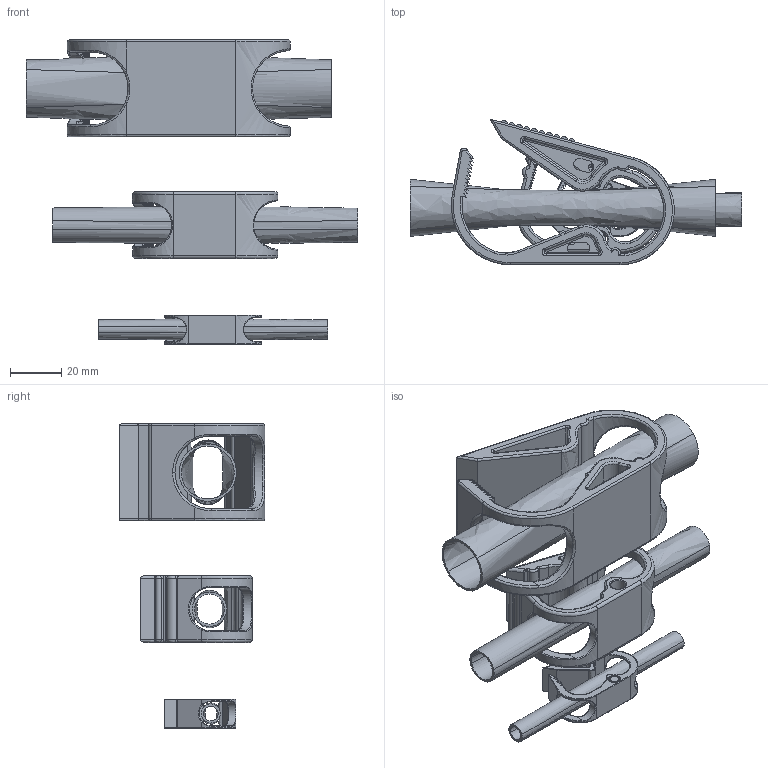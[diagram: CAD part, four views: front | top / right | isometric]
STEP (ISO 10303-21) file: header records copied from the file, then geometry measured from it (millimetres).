
FILE_DESCRIPTION(('FreeCAD Model'),'2;1');
FILE_NAME('Open CASCADE Shape Model','2025-04-29T20:43:30',('FreeCAD'),( 'FreeCAD'),'Open CASCADE STEP processor 7.6','FreeCAD','Unknown');
FILE_SCHEMA(('AUTOMOTIVE_DESIGN { 1 0 10303 214 1 1 1 1 }'));
Products named in the file (1): Open CASCADE STEP translator 7.6 1
Bounding box: 129.27 x 56.67 x 118.56 mm (x, y, z)
Volume: 67446.1 mm3; surface area: 62544 mm2
Topology: 3 solids, 3 shells, 815 faces, 1966 edges, 1152 vertices
Faces by surface type: bspline 815
Entity records: 36518 total; most frequent: CARTESIAN_POINT 25411, ORIENTED_EDGE 3910, EDGE_CURVE 1955, B_SPLINE_CURVE_WITH_KNOTS 1215, VERTEX_POINT 1152, FACE_BOUND 851, EDGE_LOOP 851, ADVANCED_FACE 815
